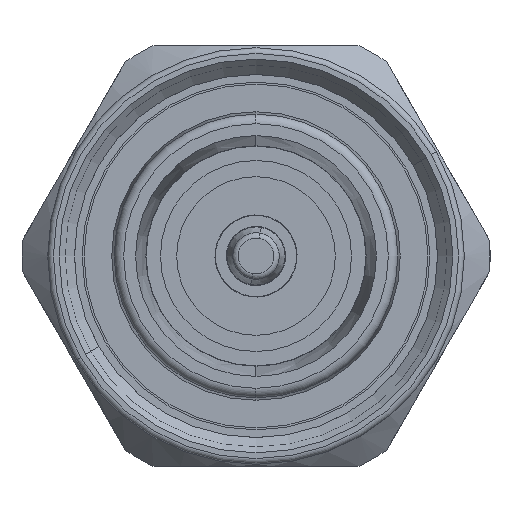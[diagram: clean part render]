
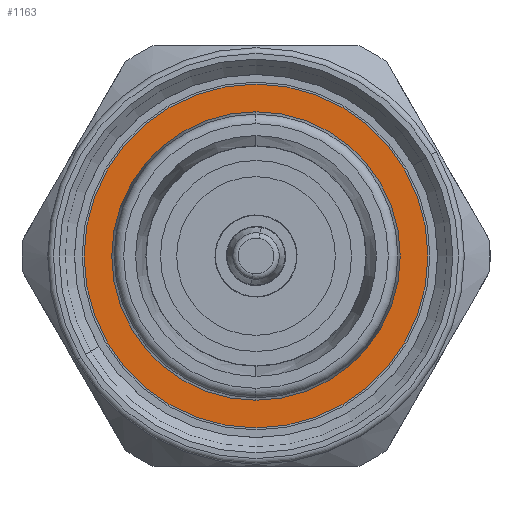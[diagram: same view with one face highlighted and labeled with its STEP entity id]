
A CAD part, left-side view. The second image highlights one B-rep face of the part: STEP entity #1163.
In plain terms, the highlighted face is planar.
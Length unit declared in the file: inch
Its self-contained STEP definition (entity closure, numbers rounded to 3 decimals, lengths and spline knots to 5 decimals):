
#105 = EDGE_CURVE ( 'NONE', #4998, #3925, #1900, .T. ) ;
#367 = CARTESIAN_POINT ( 'NONE',  ( -0.33071, 0.35433, 0. ) ) ;
#586 = AXIS2_PLACEMENT_3D ( 'NONE', #367, #3628, #875 ) ;
#846 = FACE_OUTER_BOUND ( 'NONE', #1509, .T. ) ;
#875 = DIRECTION ( 'NONE',  ( 0., 1., 0. ) ) ;
#926 = CARTESIAN_POINT ( 'NONE',  ( -0.33071, 0., 0. ) ) ;
#1163 = ADVANCED_FACE ( 'NONE', ( #846, #1793 ), #1328, .T. ) ;
#1182 = CARTESIAN_POINT ( 'NONE',  ( -0.33071, 0., 0.35433 ) ) ;
#1266 = CIRCLE ( 'NONE', #4949, 0.29724 ) ;
#1328 = PLANE ( 'NONE',  #586 ) ;
#1509 = EDGE_LOOP ( 'NONE', ( #4555, #2379 ) ) ;
#1602 = DIRECTION ( 'NONE',  ( 0., 0., -1. ) ) ;
#1793 = FACE_BOUND ( 'NONE', #5371, .T. ) ;
#1864 = DIRECTION ( 'NONE',  ( 0., 0., -1. ) ) ;
#1900 = CIRCLE ( 'NONE', #4119, 0.35433 ) ;
#2030 = EDGE_CURVE ( 'NONE', #5835, #4631, #3622, .T. ) ;
#2274 = CARTESIAN_POINT ( 'NONE',  ( -0.33071, 0., -0.29724 ) ) ;
#2276 = DIRECTION ( 'NONE',  ( 0., 0., -1. ) ) ;
#2345 = CARTESIAN_POINT ( 'NONE',  ( -0.33071, 0., 0. ) ) ;
#2379 = ORIENTED_EDGE ( 'NONE', *, *, #3541, .T. ) ;
#2406 = AXIS2_PLACEMENT_3D ( 'NONE', #2832, #5067, #1864 ) ;
#2453 = ORIENTED_EDGE ( 'NONE', *, *, #2030, .F. ) ;
#2515 = CIRCLE ( 'NONE', #2406, 0.35433 ) ;
#2832 = CARTESIAN_POINT ( 'NONE',  ( -0.33071, 0., 0. ) ) ;
#3499 = DIRECTION ( 'NONE',  ( 1., 0., 0. ) ) ;
#3541 = EDGE_CURVE ( 'NONE', #3925, #4998, #2515, .T. ) ;
#3622 = CIRCLE ( 'NONE', #4691, 0.29724 ) ;
#3628 = DIRECTION ( 'NONE',  ( 1., 0., 0. ) ) ;
#3925 = VERTEX_POINT ( 'NONE', #1182 ) ;
#4079 = DIRECTION ( 'NONE',  ( 1., 0., 0. ) ) ;
#4119 = AXIS2_PLACEMENT_3D ( 'NONE', #4468, #3499, #1602 ) ;
#4295 = DIRECTION ( 'NONE',  ( 0., 0., -1. ) ) ;
#4468 = CARTESIAN_POINT ( 'NONE',  ( -0.33071, 0., 0. ) ) ;
#4555 = ORIENTED_EDGE ( 'NONE', *, *, #105, .T. ) ;
#4599 = CARTESIAN_POINT ( 'NONE',  ( -0.33071, 0., -0.35433 ) ) ;
#4631 = VERTEX_POINT ( 'NONE', #4919 ) ;
#4691 = AXIS2_PLACEMENT_3D ( 'NONE', #926, #4079, #2276 ) ;
#4919 = CARTESIAN_POINT ( 'NONE',  ( -0.33071, 0., 0.29724 ) ) ;
#4949 = AXIS2_PLACEMENT_3D ( 'NONE', #2345, #5143, #4295 ) ;
#4998 = VERTEX_POINT ( 'NONE', #4599 ) ;
#5067 = DIRECTION ( 'NONE',  ( 1., 0., 0. ) ) ;
#5143 = DIRECTION ( 'NONE',  ( 1., 0., 0. ) ) ;
#5371 = EDGE_LOOP ( 'NONE', ( #2453, #5589 ) ) ;
#5542 = EDGE_CURVE ( 'NONE', #4631, #5835, #1266, .T. ) ;
#5589 = ORIENTED_EDGE ( 'NONE', *, *, #5542, .F. ) ;
#5835 = VERTEX_POINT ( 'NONE', #2274 ) ;
